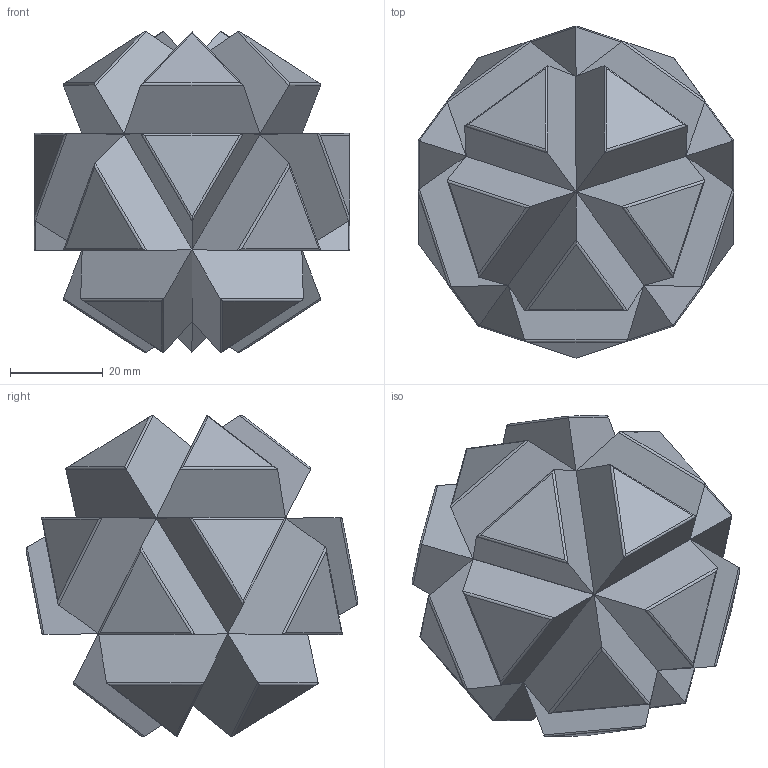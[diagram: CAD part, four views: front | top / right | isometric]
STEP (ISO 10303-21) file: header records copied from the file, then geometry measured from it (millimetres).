
FILE_DESCRIPTION (( 'STEP AP203' ), '1' );
FILE_NAME ('Artifact1.STEP', '2024-11-25T18:01:04', ( '' ), ( '' ), 'SwSTEP 2.0', 'SolidWorks 2022', '' );
FILE_SCHEMA (( 'CONFIG_CONTROL_DESIGN' ));
Length unit declared in the file: millimetre
Products named in the file (10): artifact1_TOP; Artifact1; 5V board; BATTERY MODULE; Part70^ARTIFACT MODULE; ESP32 Super Mini; battery2; artifact1_base; PIXEL; ARTIFACT MODULE
Assembly tree (9 placements, depth 3):
  Artifact1
    artifact1_TOP
    artifact1_base
    ARTIFACT MODULE
      BATTERY MODULE
      battery2
      PIXEL
      5V board
      ESP32 Super Mini
      Part70^ARTIFACT MODULE
Bounding box: 67.99 x 71.49 x 69.19 mm (x, y, z)
Volume: 31218 mm3; surface area: 57071.6 mm2
Topology: 10 solids, 10 shells, 475 faces, 1132 edges, 683 vertices
Faces by surface type: plane 335, cylinder 127, cone 13
Full cylindrical faces by diameter (mm): 2 x10, 6 x5, 10 x1, 12.5 x1, 13.5 x1, 17.1 x1, 25.4 x1, 27 x2
Entity records: 14273 total; most frequent: CARTESIAN_POINT 2894, ORIENTED_EDGE 2178, DIRECTION 2036, EDGE_CURVE 1089, LINE 784, VECTOR 784, VERTEX_POINT 664, AXIS2_PLACEMENT_3D 626
